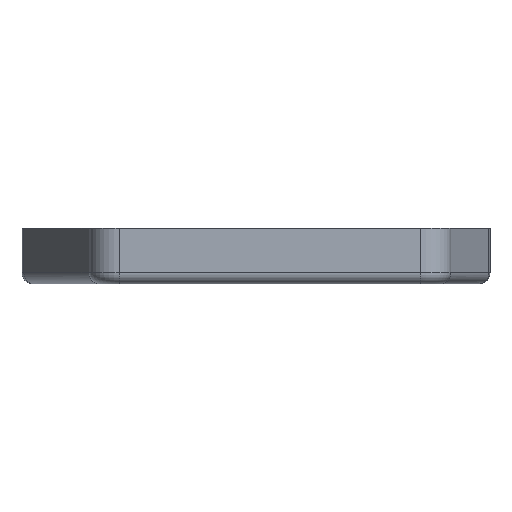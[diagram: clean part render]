
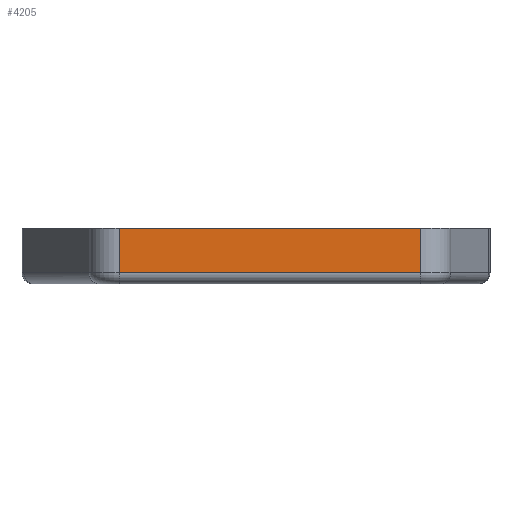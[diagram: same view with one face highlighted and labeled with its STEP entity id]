
A CAD part, front view. The second image highlights one B-rep face of the part: STEP entity #4205.
In plain terms, the highlighted planar face has unit normal (0, -1, 0).
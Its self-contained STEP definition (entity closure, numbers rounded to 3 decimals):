
#2683=CARTESIAN_POINT('',(-24.5,-52.9,5.015));
#2684=VERTEX_POINT('',#2683);
#2692=CARTESIAN_POINT('',(29.469,-52.9,5.015));
#2693=VERTEX_POINT('',#2692);
#2694=CARTESIAN_POINT('',(-24.5,-52.9,5.015));
#2695=DIRECTION('',(1.,0.,0.));
#2696=VECTOR('',#2695,53.969);
#2697=LINE('',#2694,#2696);
#2698=EDGE_CURVE('',#2684,#2693,#2697,.T.);
#3532=CARTESIAN_POINT('',(-24.5,-52.9,-2.985));
#3533=VERTEX_POINT('',#3532);
#3626=CARTESIAN_POINT('',(29.469,-52.9,-2.985));
#3627=VERTEX_POINT('',#3626);
#3656=CARTESIAN_POINT('',(29.469,-52.9,-2.985));
#3657=DIRECTION('',(-1.,-0.,-0.));
#3658=VECTOR('',#3657,53.969);
#3659=LINE('',#3656,#3658);
#3660=EDGE_CURVE('',#3627,#3533,#3659,.T.);
#4180=CARTESIAN_POINT('',(29.469,-52.9,-2.985));
#4181=DIRECTION('',(0.,0.,1.));
#4182=VECTOR('',#4181,8.);
#4183=LINE('',#4180,#4182);
#4184=EDGE_CURVE('',#3627,#2693,#4183,.T.);
#4189=CARTESIAN_POINT('',(-24.5,-52.9,-4.985));
#4190=DIRECTION('',(0.,-1.,0.));
#4191=DIRECTION('',(1.,0.,0.));
#4192=AXIS2_PLACEMENT_3D('',#4189,#4190,#4191);
#4193=PLANE('',#4192);
#4194=CARTESIAN_POINT('',(-24.5,-52.9,-2.985));
#4195=DIRECTION('',(0.,0.,1.));
#4196=VECTOR('',#4195,8.);
#4197=LINE('',#4194,#4196);
#4198=EDGE_CURVE('',#3533,#2684,#4197,.T.);
#4199=ORIENTED_EDGE('',*,*,#4198,.F.);
#4200=ORIENTED_EDGE('',*,*,#3660,.F.);
#4201=ORIENTED_EDGE('',*,*,#4184,.T.);
#4202=ORIENTED_EDGE('',*,*,#2698,.F.);
#4203=EDGE_LOOP('',(#4199,#4200,#4201,#4202));
#4204=FACE_BOUND('',#4203,.T.);
#4205=ADVANCED_FACE('',(#4204),#4193,.T.);
